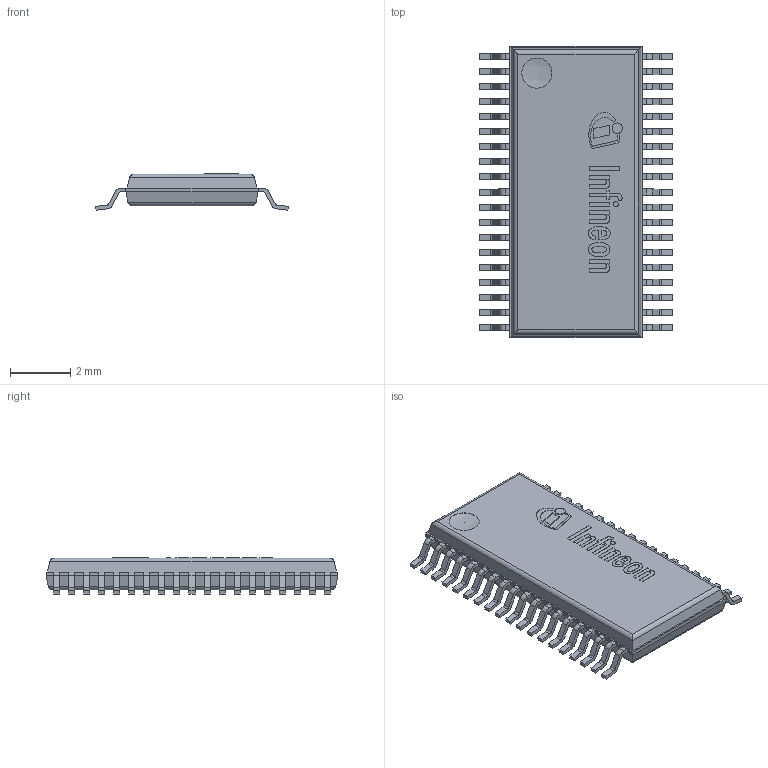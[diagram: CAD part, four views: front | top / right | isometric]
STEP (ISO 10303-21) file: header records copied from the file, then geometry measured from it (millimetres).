
FILE_DESCRIPTION(/* description */ (''),/* implementation_level */ '2;1');
FILE_NAME(/* name */ '1.stp',/* time_stamp */ '2024-06-20T17:45:13+05:30',/* author */ ('sivamani'),/* organization */ (''),/* preprocessor_version */ 'ST-DEVELOPER v19.2',/* originating_system */ 'AutoCAD Mechanical',/* authorisation */ '');
FILE_SCHEMA (('AUTOMOTIVE_DESIGN { 1 0 10303 214 3 1 1 }'));
Length unit declared in the file: millimetre
Products named in the file (1): Product
Bounding box: 6.4 x 9.7 x 1.21 mm (x, y, z)
Volume: 43.9 mm3; surface area: 315.2 mm2
Topology: 54 solids, 54 shells, 679 faces, 1700 edges, 1130 vertices
Faces by surface type: plane 490, cylinder 167, bspline 19, sphere 2, torus 1
Full cylindrical faces by diameter (mm): 0.168 x1, 0.345 x1, 1 x3
Entity records: 20407 total; most frequent: CARTESIAN_POINT 3905, ORIENTED_EDGE 3398, DIRECTION 3314, EDGE_CURVE 1699, LINE 1334, VECTOR 1334, VERTEX_POINT 1130, AXIS2_PLACEMENT_3D 990
